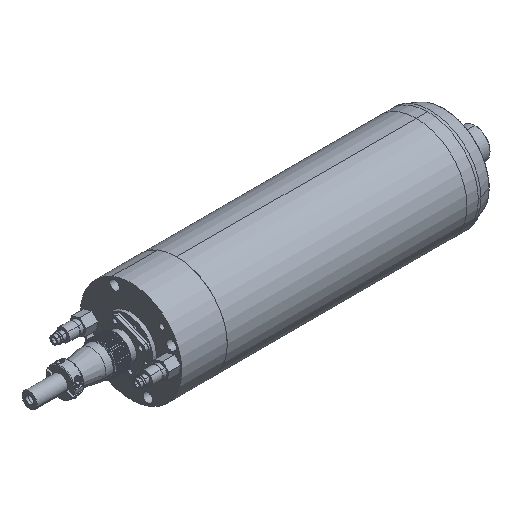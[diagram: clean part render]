
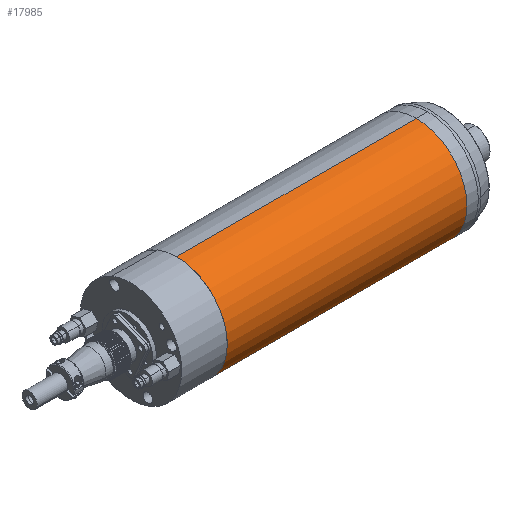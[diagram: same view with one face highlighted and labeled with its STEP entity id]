
A CAD part, isometric view. The second image highlights one B-rep face of the part: STEP entity #17985.
In plain terms, the highlighted cylindrical face has radius 40 mm (diameter 80 mm), a partial arc.
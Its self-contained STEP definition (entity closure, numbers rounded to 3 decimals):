
#4481 = CARTESIAN_POINT ( 'NONE',  ( 189.5, 0., 40. ) ) ;
#16980 = VECTOR ( 'NONE', #32507, 1000. ) ;
#17985 = ADVANCED_FACE ( 'NONE', ( #73759 ), #51170, .T. ) ;
#26238 = AXIS2_PLACEMENT_3D ( 'NONE', #80810, #88828, #80462 ) ;
#28383 = CARTESIAN_POINT ( 'NONE',  ( 0., 0., 40. ) ) ;
#32507 = DIRECTION ( 'NONE',  ( -1., 0., 0. ) ) ;
#32603 = VERTEX_POINT ( 'NONE', #34227 ) ;
#34227 = CARTESIAN_POINT ( 'NONE',  ( 0., 0., -40. ) ) ;
#35609 = EDGE_CURVE ( 'NONE', #48153, #32603, #96251, .T. ) ;
#37446 = DIRECTION ( 'NONE',  ( -1., 0., 0. ) ) ;
#37819 = EDGE_CURVE ( 'NONE', #59615, #48153, #39880, .T. ) ;
#39880 = LINE ( 'NONE', #61150, #102291 ) ;
#44558 = DIRECTION ( 'NONE',  ( -1., 0., 0. ) ) ;
#48153 = VERTEX_POINT ( 'NONE', #28383 ) ;
#51170 = CYLINDRICAL_SURFACE ( 'NONE', #66784, 40. ) ;
#52197 = CARTESIAN_POINT ( 'NONE',  ( 189.5, 0., 0. ) ) ;
#52656 = CARTESIAN_POINT ( 'NONE',  ( 189.5, 0., -40. ) ) ;
#59615 = VERTEX_POINT ( 'NONE', #4481 ) ;
#60041 = VERTEX_POINT ( 'NONE', #52656 ) ;
#61150 = CARTESIAN_POINT ( 'NONE',  ( 189.5, 0., 40. ) ) ;
#66784 = AXIS2_PLACEMENT_3D ( 'NONE', #52197, #44558, #75959 ) ;
#66932 = ORIENTED_EDGE ( 'NONE', *, *, #37819, .T. ) ;
#67216 = ORIENTED_EDGE ( 'NONE', *, *, #35609, .T. ) ;
#73759 = FACE_OUTER_BOUND ( 'NONE', #94375, .T. ) ;
#75959 = DIRECTION ( 'NONE',  ( 0., 0., 1. ) ) ;
#76644 = CIRCLE ( 'NONE', #94501, 40. ) ;
#80241 = CARTESIAN_POINT ( 'NONE',  ( 189.5, 0., -40. ) ) ;
#80462 = DIRECTION ( 'NONE',  ( 0., 0., 1. ) ) ;
#80810 = CARTESIAN_POINT ( 'NONE',  ( 0., 0., 0. ) ) ;
#81522 = EDGE_CURVE ( 'NONE', #60041, #32603, #93074, .T. ) ;
#82580 = DIRECTION ( 'NONE',  ( -1., 0., 0. ) ) ;
#85187 = ORIENTED_EDGE ( 'NONE', *, *, #81522, .F. ) ;
#88828 = DIRECTION ( 'NONE',  ( 1., 0., 0. ) ) ;
#92000 = CARTESIAN_POINT ( 'NONE',  ( 189.5, 0., 0. ) ) ;
#93074 = LINE ( 'NONE', #80241, #16980 ) ;
#94375 = EDGE_LOOP ( 'NONE', ( #85187, #101301, #66932, #67216 ) ) ;
#94501 = AXIS2_PLACEMENT_3D ( 'NONE', #92000, #82580, #100021 ) ;
#96251 = CIRCLE ( 'NONE', #26238, 40. ) ;
#100021 = DIRECTION ( 'NONE',  ( 0., 0., 1. ) ) ;
#100491 = EDGE_CURVE ( 'NONE', #60041, #59615, #76644, .T. ) ;
#101301 = ORIENTED_EDGE ( 'NONE', *, *, #100491, .T. ) ;
#102291 = VECTOR ( 'NONE', #37446, 1000. ) ;
